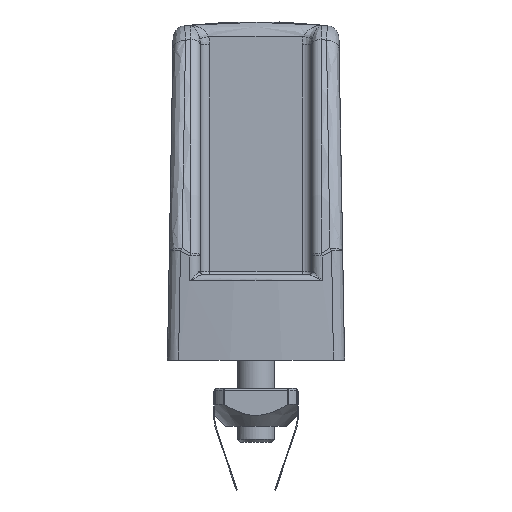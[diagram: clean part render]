
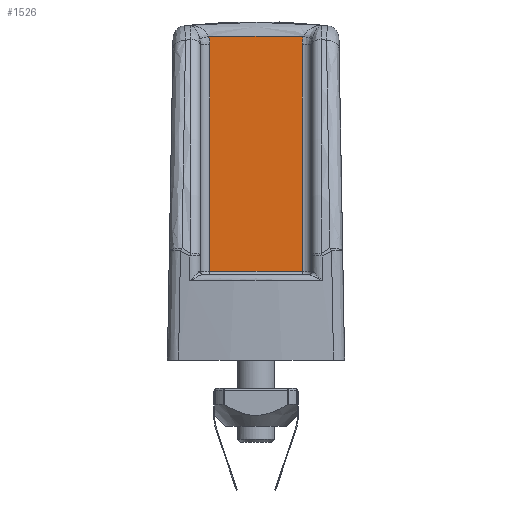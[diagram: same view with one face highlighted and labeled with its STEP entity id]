
A CAD part, left-side view. The second image highlights one B-rep face of the part: STEP entity #1526.
In plain terms, the highlighted planar face has unit normal (-1, 0, 0).
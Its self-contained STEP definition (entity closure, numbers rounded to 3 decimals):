
#1526=ADVANCED_FACE('',(#1825),#1826,.F.);
#1825=FACE_OUTER_BOUND('',#2341,.T.);
#1826=PLANE('',#2342);
#2341=EDGE_LOOP('',(#4737,#4738,#4739,#4740,#4741,#4742));
#2342=AXIS2_PLACEMENT_3D('',#4743,#4744,#4745);
#4737=ORIENTED_EDGE('',*,*,#5757,.F.);
#4738=ORIENTED_EDGE('',*,*,#5758,.F.);
#4739=ORIENTED_EDGE('',*,*,#5759,.F.);
#4740=ORIENTED_EDGE('',*,*,#5760,.T.);
#4741=ORIENTED_EDGE('',*,*,#5761,.F.);
#4742=ORIENTED_EDGE('',*,*,#5762,.F.);
#4743=CARTESIAN_POINT('',(-63.0,53.5,-8.8));
#4744=DIRECTION('',(1.0,0.,0.0));
#4745=DIRECTION('',(0.,1.0,0.0));
#5757=EDGE_CURVE('',#6303,#6304,#6305,.F.);
#5758=EDGE_CURVE('',#6306,#6303,#6307,.T.);
#5759=EDGE_CURVE('',#6308,#6306,#6309,.T.);
#5760=EDGE_CURVE('',#6308,#6310,#6311,.F.);
#5761=EDGE_CURVE('',#6312,#6310,#6313,.T.);
#5762=EDGE_CURVE('',#6304,#6312,#6314,.F.);
#6303=VERTEX_POINT('',#7308);
#6304=VERTEX_POINT('',#7309);
#6305=LINE('',#7310,#7311);
#6306=VERTEX_POINT('',#7312);
#6307=B_SPLINE_CURVE_WITH_KNOTS('',3,(#7313,#7314,#7315,#7316),.UNSPECIFIED.,.F.,.F.,(4,4),(0.0,1.0),.UNSPECIFIED.);
#6308=VERTEX_POINT('',#7317);
#6309=B_SPLINE_CURVE_WITH_KNOTS('',3,(#7318,#7319,#7320,#7321,#7322,#7323),.UNSPECIFIED.,.F.,.F.,(4,2,4),(0.0,0.5,1.0),.UNSPECIFIED.);
#6310=VERTEX_POINT('',#7324);
#6311=B_SPLINE_CURVE_WITH_KNOTS('',2,(#7325,#7326,#7327),.UNSPECIFIED.,.F.,.F.,(3,3),(0.0,1.0),.UNSPECIFIED.);
#6312=VERTEX_POINT('',#7328);
#6313=LINE('',#7329,#7330);
#6314=LINE('',#7331,#7332);
#7308=CARTESIAN_POINT('',(-63.0,49.814,7.3));
#7309=CARTESIAN_POINT('',(-63.0,14.0,7.3));
#7310=CARTESIAN_POINT('',(-63.0,53.5,7.3));
#7311=VECTOR('',#9166,1.0);
#7312=CARTESIAN_POINT('',(-63.0,51.169,7.481));
#7313=CARTESIAN_POINT('',(-63.0,51.169,7.481));
#7314=CARTESIAN_POINT('',(-63.0,50.726,7.352));
#7315=CARTESIAN_POINT('',(-63.0,50.273,7.3));
#7316=CARTESIAN_POINT('',(-63.0,49.814,7.3));
#7317=CARTESIAN_POINT('',(-63.0,51.169,-7.481));
#7318=CARTESIAN_POINT('',(-63.0,51.169,-7.481));
#7319=CARTESIAN_POINT('',(-63.0,51.336,-5.));
#7320=CARTESIAN_POINT('',(-63.0,51.413,-2.509));
#7321=CARTESIAN_POINT('',(-63.0,51.414,2.49));
#7322=CARTESIAN_POINT('',(-63.0,51.337,4.988));
#7323=CARTESIAN_POINT('',(-63.0,51.169,7.481));
#7324=CARTESIAN_POINT('',(-63.0,49.814,-7.3));
#7325=CARTESIAN_POINT('',(-63.0,49.814,-7.3));
#7326=CARTESIAN_POINT('',(-63.0,50.548,-7.3));
#7327=CARTESIAN_POINT('',(-63.0,51.169,-7.481));
#7328=CARTESIAN_POINT('',(-63.0,14.0,-7.3));
#7329=CARTESIAN_POINT('',(-63.0,53.5,-7.3));
#7330=VECTOR('',#9167,1.0);
#7331=CARTESIAN_POINT('',(-63.0,14.0,-8.8));
#7332=VECTOR('',#9168,1.0);
#9166=DIRECTION('',(0.,1.0,0.0));
#9167=DIRECTION('',(0.,1.0,0.0));
#9168=DIRECTION('',(0.0,0.0,1.0));
